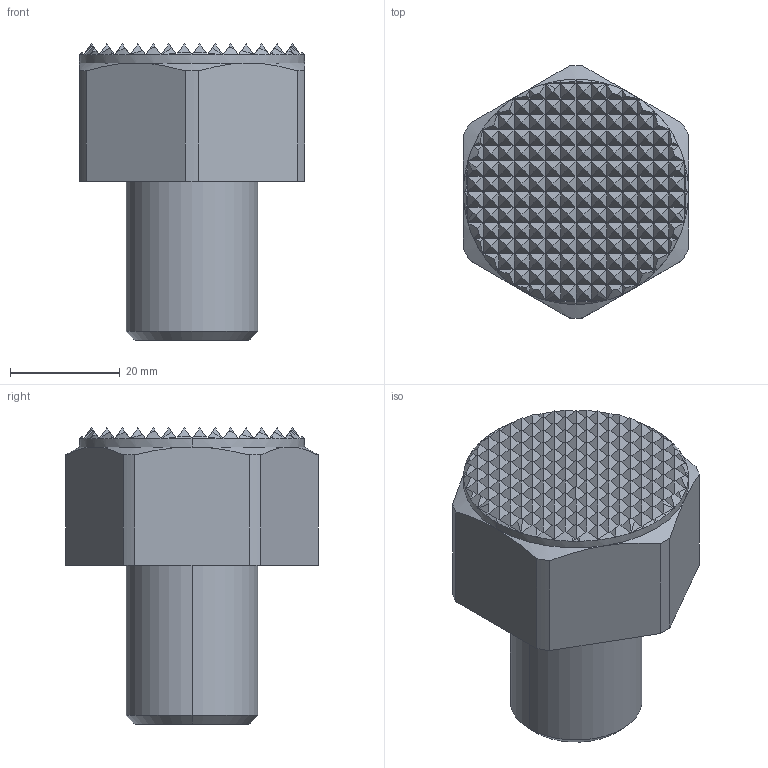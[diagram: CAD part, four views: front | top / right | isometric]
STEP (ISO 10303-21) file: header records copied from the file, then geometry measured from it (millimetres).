
FILE_DESCRIPTION(('STEP AP214'),'1');
FILE_NAME('HALDERN_EH_22690_0263.stp','2017-07-04T09:14:15',('TraceParts'),('TraceParts S.A.'),'Spatial InterOp 3D',' ',' ');
FILE_SCHEMA(('automotive_design'));
Length unit declared in the file: millimetre
Products named in the file (1): HALDERN_EH_22690_0263
Bounding box: 41 x 45.99 x 54 mm (x, y, z)
Volume: 46978.2 mm3; surface area: 9105.9 mm2
Topology: 1 solids, 1 shells, 962 faces, 1900 edges, 941 vertices
Faces by surface type: plane 884, cone 68, cylinder 10
Entity records: 22799 total; most frequent: CARTESIAN_POINT 4180, ORIENTED_EDGE 3800, DIRECTION 3722, EDGE_CURVE 1900, LINE 1628, VECTOR 1628, AXIS2_PLACEMENT_3D 1047, EDGE_LOOP 963
